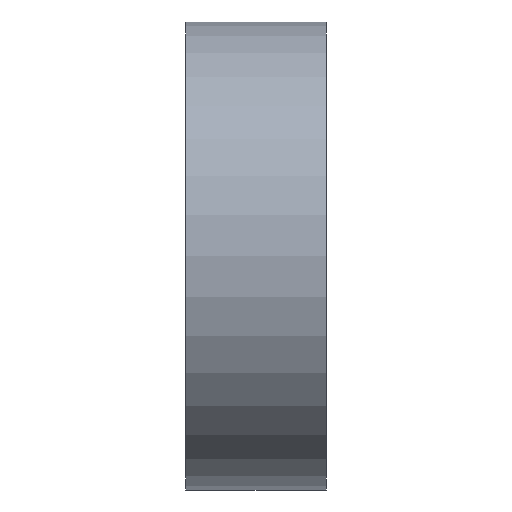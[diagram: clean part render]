
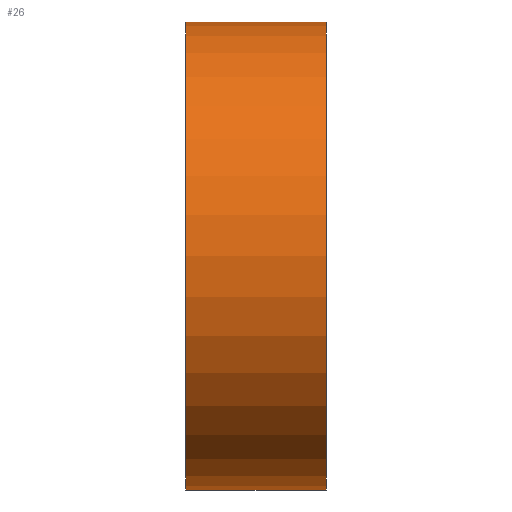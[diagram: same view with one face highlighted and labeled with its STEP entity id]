
A CAD part, left-side view. The second image highlights one B-rep face of the part: STEP entity #26.
In plain terms, the highlighted cylindrical face has radius 10 mm (diameter 20 mm), a partial arc.
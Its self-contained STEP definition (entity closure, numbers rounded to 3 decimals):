
#26 = ADVANCED_FACE ( 'NONE', ( #29 ), #333, .T. ) ;
#29 = FACE_OUTER_BOUND ( 'NONE', #440, .T. ) ;
#30 = VECTOR ( 'NONE', #493, 1000. ) ;
#50 = AXIS2_PLACEMENT_3D ( 'NONE', #290, #425, #196 ) ;
#63 = CARTESIAN_POINT ( 'NONE',  ( 0., 3., -10. ) ) ;
#135 = CARTESIAN_POINT ( 'NONE',  ( 0., -3., -10. ) ) ;
#196 = DIRECTION ( 'NONE',  ( 0., 0., 1. ) ) ;
#200 = VECTOR ( 'NONE', #505, 1000. ) ;
#202 = CARTESIAN_POINT ( 'NONE',  ( 0., 3., -10. ) ) ;
#210 = EDGE_CURVE ( 'NONE', #434, #354, #303, .T. ) ;
#246 = CARTESIAN_POINT ( 'NONE',  ( 0., 3., 0. ) ) ;
#257 = VERTEX_POINT ( 'NONE', #396 ) ;
#258 = AXIS2_PLACEMENT_3D ( 'NONE', #246, #422, #293 ) ;
#268 = AXIS2_PLACEMENT_3D ( 'NONE', #526, #444, #564 ) ;
#275 = VERTEX_POINT ( 'NONE', #135 ) ;
#290 = CARTESIAN_POINT ( 'NONE',  ( 0., -3., 0. ) ) ;
#293 = DIRECTION ( 'NONE',  ( 0., 0., -1. ) ) ;
#303 = CIRCLE ( 'NONE', #268, 10. ) ;
#308 = ORIENTED_EDGE ( 'NONE', *, *, #566, .T. ) ;
#315 = EDGE_CURVE ( 'NONE', #354, #257, #457, .T. ) ;
#318 = EDGE_CURVE ( 'NONE', #434, #275, #539, .T. ) ;
#319 = CARTESIAN_POINT ( 'NONE',  ( 0., 3., 10. ) ) ;
#325 = CARTESIAN_POINT ( 'NONE',  ( 0., 3., 10. ) ) ;
#333 = CYLINDRICAL_SURFACE ( 'NONE', #258, 10. ) ;
#354 = VERTEX_POINT ( 'NONE', #319 ) ;
#396 = CARTESIAN_POINT ( 'NONE',  ( 0., -3., 10. ) ) ;
#422 = DIRECTION ( 'NONE',  ( 0., -1., 0. ) ) ;
#425 = DIRECTION ( 'NONE',  ( 0., 1., 0. ) ) ;
#434 = VERTEX_POINT ( 'NONE', #202 ) ;
#440 = EDGE_LOOP ( 'NONE', ( #500, #487, #490, #308 ) ) ;
#444 = DIRECTION ( 'NONE',  ( 0., 1., 0. ) ) ;
#457 = LINE ( 'NONE', #325, #200 ) ;
#487 = ORIENTED_EDGE ( 'NONE', *, *, #210, .F. ) ;
#490 = ORIENTED_EDGE ( 'NONE', *, *, #318, .T. ) ;
#493 = DIRECTION ( 'NONE',  ( 0., -1., 0. ) ) ;
#500 = ORIENTED_EDGE ( 'NONE', *, *, #315, .F. ) ;
#505 = DIRECTION ( 'NONE',  ( 0., -1., 0. ) ) ;
#510 = CIRCLE ( 'NONE', #50, 10. ) ;
#526 = CARTESIAN_POINT ( 'NONE',  ( 0., 3., 0. ) ) ;
#539 = LINE ( 'NONE', #63, #30 ) ;
#564 = DIRECTION ( 'NONE',  ( 0., 0., 1. ) ) ;
#566 = EDGE_CURVE ( 'NONE', #275, #257, #510, .T. ) ;
